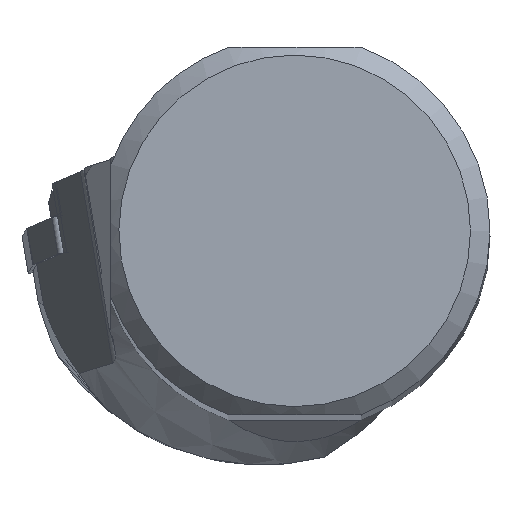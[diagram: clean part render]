
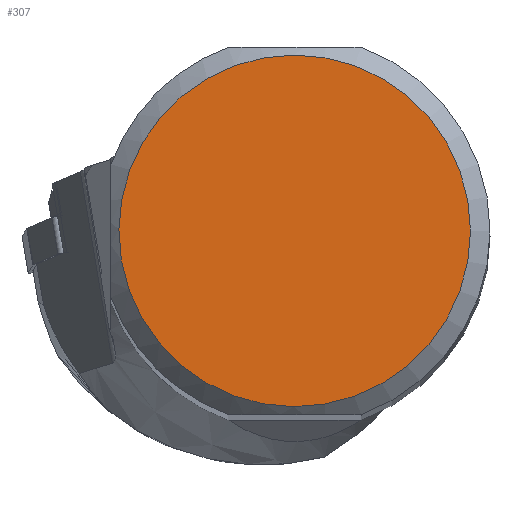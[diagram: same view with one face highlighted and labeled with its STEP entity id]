
A CAD part, top view. The second image highlights one B-rep face of the part: STEP entity #307.
In plain terms, the highlighted planar face has unit normal (0, 0, 1).
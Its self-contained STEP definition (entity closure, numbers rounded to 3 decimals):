
#156=FACE_OUTER_BOUND('',#462,.T.);
#232=CIRCLE('',#1808,22.489);
#307=ADVANCED_FACE('',(#156),#377,.F.);
#377=PLANE('',#1811);
#462=EDGE_LOOP('',(#716));
#716=ORIENTED_EDGE('',*,*,#1287,.T.);
#1108=VERTEX_POINT('',#2673);
#1287=EDGE_CURVE('',#1108,#1108,#232,.T.);
#1808=AXIS2_PLACEMENT_3D('',#2672,#2100,#2101);
#1811=AXIS2_PLACEMENT_3D('',#2695,#2107,#2108);
#2100=DIRECTION('',(0.,0.,1.));
#2101=DIRECTION('',(-0.986,-0.166,0.));
#2107=DIRECTION('',(0.,0.,-1.));
#2108=DIRECTION('',(0.986,0.166,0.));
#2672=CARTESIAN_POINT('',(0.,0.,
0.));
#2673=CARTESIAN_POINT('',(-22.179,-3.724,0.));
#2695=CARTESIAN_POINT('',(-22.489,0.,0.));
